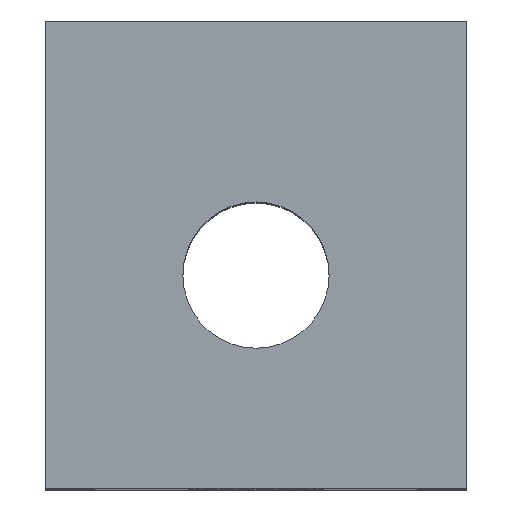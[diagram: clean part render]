
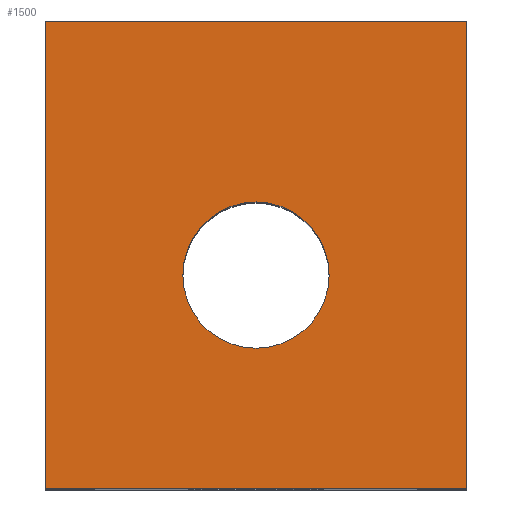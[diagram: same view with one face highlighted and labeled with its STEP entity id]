
A CAD part, top view. The second image highlights one B-rep face of the part: STEP entity #1500.
In plain terms, the highlighted planar face has unit normal (0, 0, 1).
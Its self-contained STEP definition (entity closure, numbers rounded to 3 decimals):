
#1469=AXIS2_PLACEMENT_3D('Plane Axis2P3D',#1466,#1467,#1468) ;
#1484=AXIS2_PLACEMENT_3D('Circle Axis2P3D',#1482,#1483,$) ;
#1493=AXIS2_PLACEMENT_3D('Circle Axis2P3D',#1491,#1492,$) ;
#673=CARTESIAN_POINT('Vertex',(0.,0.,12.)) ;
#676=CARTESIAN_POINT('Line Origine',(0.,4.15,12.)) ;
#680=CARTESIAN_POINT('Vertex',(0.,8.3,12.)) ;
#863=CARTESIAN_POINT('Vertex',(7.5,0.,12.)) ;
#866=CARTESIAN_POINT('Line Origine',(3.75,0.,12.)) ;
#1448=CARTESIAN_POINT('Vertex',(7.5,8.3,12.)) ;
#1451=CARTESIAN_POINT('Line Origine',(7.5,4.15,12.)) ;
#1466=CARTESIAN_POINT('Axis2P3D Location',(0.,8.3,12.)) ;
#1471=CARTESIAN_POINT('Line Origine',(3.75,8.3,12.)) ;
#1482=CARTESIAN_POINT('Axis2P3D Location',(3.75,3.8,12.)) ;
#1486=CARTESIAN_POINT('Vertex',(5.05,3.8,12.)) ;
#1488=CARTESIAN_POINT('Vertex',(2.45,3.8,12.)) ;
#1491=CARTESIAN_POINT('Axis2P3D Location',(3.75,3.8,12.)) ;
#677=DIRECTION('Vector Direction',(0.,-1.,0.)) ;
#867=DIRECTION('Vector Direction',(1.,0.,0.)) ;
#1452=DIRECTION('Vector Direction',(0.,-1.,0.)) ;
#1467=DIRECTION('Axis2P3D Direction',(-0.,0.,1.)) ;
#1468=DIRECTION('Axis2P3D XDirection',(0.,-1.,0.)) ;
#1472=DIRECTION('Vector Direction',(1.,0.,0.)) ;
#1483=DIRECTION('Axis2P3D Direction',(-0.,0.,1.)) ;
#1492=DIRECTION('Axis2P3D Direction',(-0.,0.,1.)) ;
#678=VECTOR('Line Direction',#677,1.) ;
#868=VECTOR('Line Direction',#867,1.) ;
#1453=VECTOR('Line Direction',#1452,1.) ;
#1473=VECTOR('Line Direction',#1472,1.) ;
#1477=ORIENTED_EDGE('',*,*,#1455,.T.) ;
#1478=ORIENTED_EDGE('',*,*,#1475,.F.) ;
#1479=ORIENTED_EDGE('',*,*,#682,.F.) ;
#1480=ORIENTED_EDGE('',*,*,#870,.T.) ;
#1497=ORIENTED_EDGE('',*,*,#1490,.F.) ;
#1498=ORIENTED_EDGE('',*,*,#1495,.F.) ;
#1499=FACE_BOUND('',#1496,.T.) ;
#1500=ADVANCED_FACE('Housing',(#1481,#1499),#1470,.T.) ;
#1485=CIRCLE('generated circle',#1484,1.3) ;
#1494=CIRCLE('generated circle',#1493,1.3) ;
#682=EDGE_CURVE('',#674,#681,#679,.F.) ;
#870=EDGE_CURVE('',#674,#864,#869,.T.) ;
#1455=EDGE_CURVE('',#864,#1449,#1454,.F.) ;
#1475=EDGE_CURVE('',#681,#1449,#1474,.T.) ;
#1490=EDGE_CURVE('',#1487,#1489,#1485,.T.) ;
#1495=EDGE_CURVE('',#1489,#1487,#1494,.T.) ;
#1476=EDGE_LOOP('',(#1477,#1478,#1479,#1480)) ;
#1496=EDGE_LOOP('',(#1497,#1498)) ;
#1481=FACE_OUTER_BOUND('',#1476,.T.) ;
#679=LINE('Line',#676,#678) ;
#869=LINE('Line',#866,#868) ;
#1454=LINE('Line',#1451,#1453) ;
#1474=LINE('Line',#1471,#1473) ;
#1470=PLANE('',#1469) ;
#674=VERTEX_POINT('',#673) ;
#681=VERTEX_POINT('',#680) ;
#864=VERTEX_POINT('',#863) ;
#1449=VERTEX_POINT('',#1448) ;
#1487=VERTEX_POINT('',#1486) ;
#1489=VERTEX_POINT('',#1488) ;
